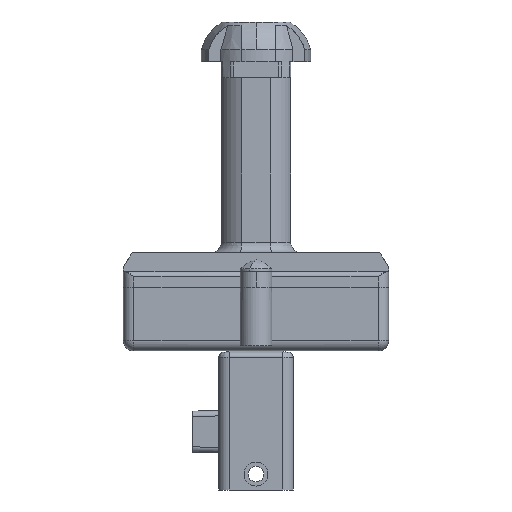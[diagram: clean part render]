
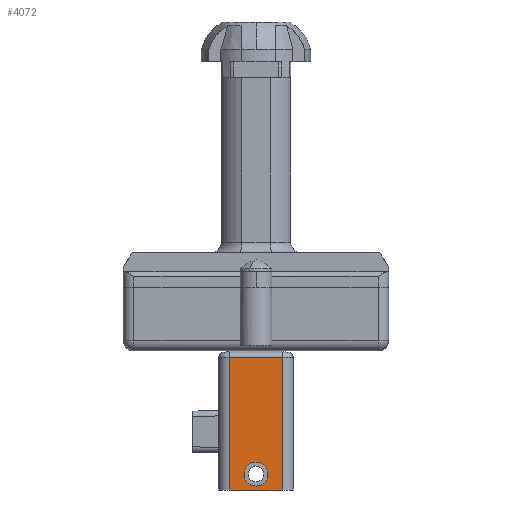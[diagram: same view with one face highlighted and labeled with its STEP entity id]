
A CAD part, left-side view. The second image highlights one B-rep face of the part: STEP entity #4072.
In plain terms, the highlighted planar face has unit normal (-1, 0, 0).
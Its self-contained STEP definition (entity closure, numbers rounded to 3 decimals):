
#4072=ADVANCED_FACE('',(#6661,#6662),#6663,.T.);
#4314=EDGE_CURVE('',#7032,#7029,#7035,.T.);
#4316=EDGE_CURVE('',#7029,#7037,#7038,.T.);
#4318=EDGE_CURVE('',#7032,#7040,#7041,.T.);
#4320=EDGE_CURVE('',#7040,#7037,#7043,.T.);
#4322=EDGE_CURVE('',#7045,#7046,#7047,.T.);
#4324=EDGE_CURVE('',#7046,#7045,#7049,.T.);
#6661=FACE_OUTER_BOUND('',#9499,.T.);
#6662=FACE_BOUND('',#9500,.T.);
#6663=PLANE('',#9501);
#7029=VERTEX_POINT('',#10158);
#7032=VERTEX_POINT('',#10162);
#7035=LINE('',#10166,#10167);
#7037=VERTEX_POINT('',#10170);
#7038=LINE('',#10171,#10172);
#7040=VERTEX_POINT('',#10175);
#7041=LINE('',#10176,#10177);
#7043=LINE('',#10180,#10181);
#7045=VERTEX_POINT('',#10184);
#7046=VERTEX_POINT('',#10185);
#7047=CIRCLE('',#10186,2.25);
#7049=CIRCLE('',#10189,2.25);
#9499=EDGE_LOOP('',(#13587,#13588,#13589,#13590));
#9500=EDGE_LOOP('',(#13591,#13592));
#9501=AXIS2_PLACEMENT_3D('',#13593,#13594,#13595);
#10158=CARTESIAN_POINT('',(20.8,30.0,25.0));
#10162=CARTESIAN_POINT('',(20.8,30.0,0.0));
#10166=CARTESIAN_POINT('',(20.8,30.0,0.0));
#10167=VECTOR('',#14274,25.0);
#10170=CARTESIAN_POINT('',(20.8,20.0,25.0));
#10171=CARTESIAN_POINT('',(20.8,30.0,25.0));
#10172=VECTOR('',#14275,10.0);
#10175=CARTESIAN_POINT('',(20.8,20.0,0.0));
#10176=CARTESIAN_POINT('',(20.8,30.0,0.0));
#10177=VECTOR('',#14276,10.0);
#10180=CARTESIAN_POINT('',(20.8,20.0,0.0));
#10181=VECTOR('',#14277,25.0);
#10184=CARTESIAN_POINT('',(20.8,22.75,3.0));
#10185=CARTESIAN_POINT('',(20.8,27.25,3.0));
#10186=AXIS2_PLACEMENT_3D('',#14278,#14279,#14280);
#10189=AXIS2_PLACEMENT_3D('',#14281,#14282,#14283);
#13587=ORIENTED_EDGE('',*,*,#4316,.F.);
#13588=ORIENTED_EDGE('',*,*,#4314,.F.);
#13589=ORIENTED_EDGE('',*,*,#4318,.T.);
#13590=ORIENTED_EDGE('',*,*,#4320,.T.);
#13591=ORIENTED_EDGE('',*,*,#4322,.T.);
#13592=ORIENTED_EDGE('',*,*,#4324,.T.);
#13593=CARTESIAN_POINT('',(20.8,19.5,26.24));
#13594=DIRECTION('',(-1.0,0.0,0.0));
#13595=DIRECTION('',(0.0,1.0,0.0));
#14274=DIRECTION('',(0.0,0.0,1.0));
#14275=DIRECTION('',(0.0,-1.0,0.0));
#14276=DIRECTION('',(0.0,-1.0,0.0));
#14277=DIRECTION('',(0.0,0.0,1.0));
#14278=CARTESIAN_POINT('',(20.8,25.0,3.0));
#14279=DIRECTION('',(1.0,0.0,0.0));
#14280=DIRECTION('',(0.0,-1.0,0.0));
#14281=CARTESIAN_POINT('',(20.8,25.0,3.0));
#14282=DIRECTION('',(1.0,0.0,0.0));
#14283=DIRECTION('',(0.0,1.0,0.0));
